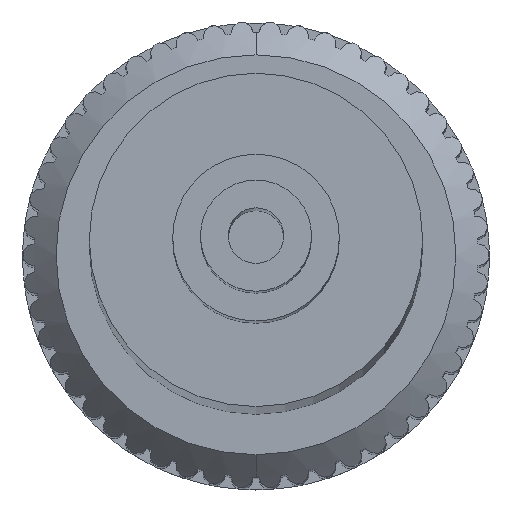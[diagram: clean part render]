
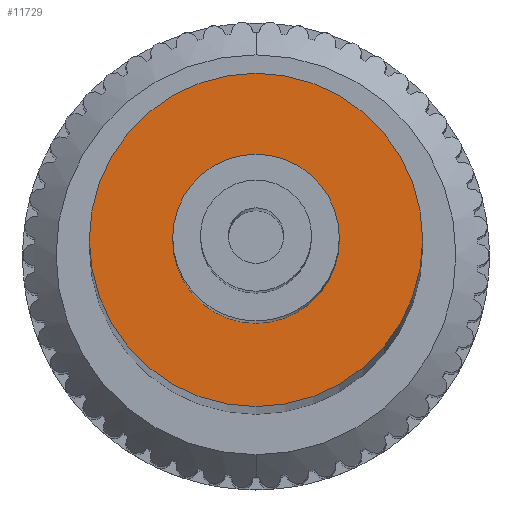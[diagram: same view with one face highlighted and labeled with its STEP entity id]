
A CAD part, top view. The second image highlights one B-rep face of the part: STEP entity #11729.
In plain terms, the highlighted planar face has unit normal (0, 0, 1).
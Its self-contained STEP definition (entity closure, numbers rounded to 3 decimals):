
#11603=CARTESIAN_POINT('',(0.,0.,20.));
#11604=DIRECTION('',(0.,0.,1.));
#11605=DIRECTION('',(1.,0.,0.));
#11606=AXIS2_PLACEMENT_3D('',#11603,#11604,#11605);
#11608=CARTESIAN_POINT('',(0.,0.,20.));
#11609=DIRECTION('',(0.,0.,1.));
#11610=DIRECTION('',(-1.,0.,0.));
#11611=AXIS2_PLACEMENT_3D('',#11608,#11609,#11610);
#11613=CARTESIAN_POINT('',(0.,0.,20.));
#11614=DIRECTION('',(0.,0.,-1.));
#11615=DIRECTION('',(1.,0.,0.));
#11616=AXIS2_PLACEMENT_3D('',#11613,#11614,#11615);
#11618=CARTESIAN_POINT('',(0.,0.,20.));
#11619=DIRECTION('',(0.,0.,-1.));
#11620=DIRECTION('',(-1.,0.,0.));
#11621=AXIS2_PLACEMENT_3D('',#11618,#11619,#11620);
#11639=CARTESIAN_POINT('',(1.5,0.,20.));
#11640=CARTESIAN_POINT('',(-1.5,0.,20.));
#11641=VERTEX_POINT('',#11639);
#11642=VERTEX_POINT('',#11640);
#11643=CARTESIAN_POINT('',(0.75,0.,20.));
#11644=CARTESIAN_POINT('',(-0.75,0.,20.));
#11645=VERTEX_POINT('',#11643);
#11646=VERTEX_POINT('',#11644);
#11714=CARTESIAN_POINT('',(0.,0.,20.));
#11715=DIRECTION('',(0.,0.,1.));
#11716=DIRECTION('',(1.,0.,0.));
#11717=AXIS2_PLACEMENT_3D('',#11714,#11715,#11716);
#11718=PLANE('',#11717);
#11719=ORIENTED_EDGE('',*,*,#11680,.F.);
#11720=ORIENTED_EDGE('',*,*,#11701,.F.);
#11721=EDGE_LOOP('',(#11719,#11720));
#11722=FACE_OUTER_BOUND('',#11721,.F.);
#11724=ORIENTED_EDGE('',*,*,#11723,.F.);
#11726=ORIENTED_EDGE('',*,*,#11725,.F.);
#11727=EDGE_LOOP('',(#11724,#11726));
#11728=FACE_BOUND('',#11727,.F.);
#11607=CIRCLE('',#11606,1.5);
#11612=CIRCLE('',#11611,1.5);
#11617=CIRCLE('',#11616,0.75);
#11622=CIRCLE('',#11621,0.75);
#11680=EDGE_CURVE('',#11641,#11642,#11607,.T.);
#11701=EDGE_CURVE('',#11642,#11641,#11612,.T.);
#11723=EDGE_CURVE('',#11645,#11646,#11617,.T.);
#11725=EDGE_CURVE('',#11646,#11645,#11622,.T.);
#11729=ADVANCED_FACE('',(#11722,#11728),#11718,.T.);
